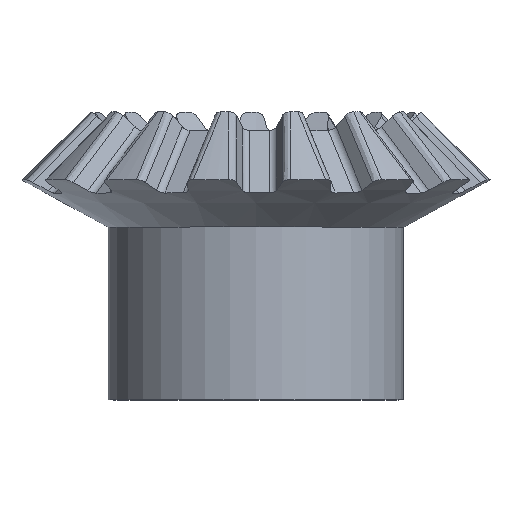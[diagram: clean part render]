
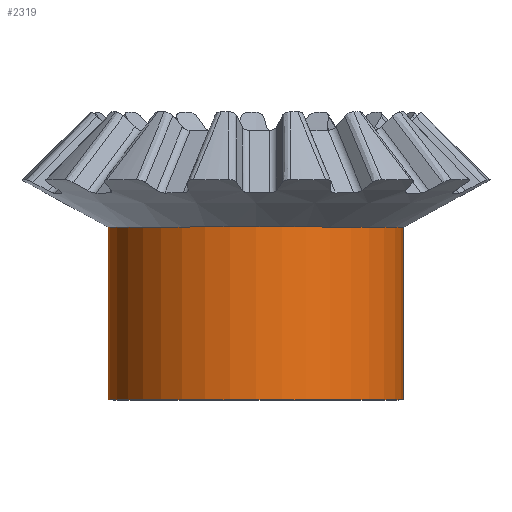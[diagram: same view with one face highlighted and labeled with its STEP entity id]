
A CAD part, top view. The second image highlights one B-rep face of the part: STEP entity #2319.
In plain terms, the highlighted cylindrical face has radius 3.85 mm (diameter 7.7 mm), a full revolution.
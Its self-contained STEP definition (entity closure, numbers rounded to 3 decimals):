
#51=CYLINDRICAL_SURFACE('',#2465,3.85);
#60=CIRCLE('',#2346,3.85);
#86=CIRCLE('',#2463,3.85);
#168=LINE('',#6595,#232);
#232=VECTOR('',#2794,3.85);
#494=FACE_OUTER_BOUND('',#621,.T.);
#621=EDGE_LOOP('',(#2156,#2157,#2158,#2159));
#861=VERTEX_POINT('',#3450);
#1050=VERTEX_POINT('',#6590);
#1110=EDGE_CURVE('',#861,#861,#60,.T.);
#1419=EDGE_CURVE('',#1050,#1050,#86,.T.);
#1421=EDGE_CURVE('',#861,#1050,#168,.T.);
#2156=ORIENTED_EDGE('',*,*,#1110,.F.);
#2157=ORIENTED_EDGE('',*,*,#1421,.T.);
#2158=ORIENTED_EDGE('',*,*,#1419,.T.);
#2159=ORIENTED_EDGE('',*,*,#1421,.F.);
#2319=ADVANCED_FACE('',(#494),#51,.T.);
#2346=AXIS2_PLACEMENT_3D('',#3452,#2494,#2495);
#2463=AXIS2_PLACEMENT_3D('',#6591,#2788,#2789);
#2465=AXIS2_PLACEMENT_3D('',#6594,#2792,#2793);
#2494=DIRECTION('center_axis',(0.,1.,0.));
#2495=DIRECTION('ref_axis',(1.,0.,0.));
#2788=DIRECTION('center_axis',(0.,1.,0.));
#2789=DIRECTION('ref_axis',(1.,0.,0.));
#2792=DIRECTION('center_axis',(0.,1.,0.));
#2793=DIRECTION('ref_axis',(0.,0.,1.));
#2794=DIRECTION('',(0.,-1.,0.));
#3450=CARTESIAN_POINT('',(0.,4.5,-3.85));
#3452=CARTESIAN_POINT('Origin',(0.,4.5,0.));
#6590=CARTESIAN_POINT('',(0.,0.,-3.85));
#6591=CARTESIAN_POINT('Origin',(0.,0.,0.));
#6594=CARTESIAN_POINT('Origin',(0.,2.25,0.));
#6595=CARTESIAN_POINT('',(0.,2.25,-3.85));
